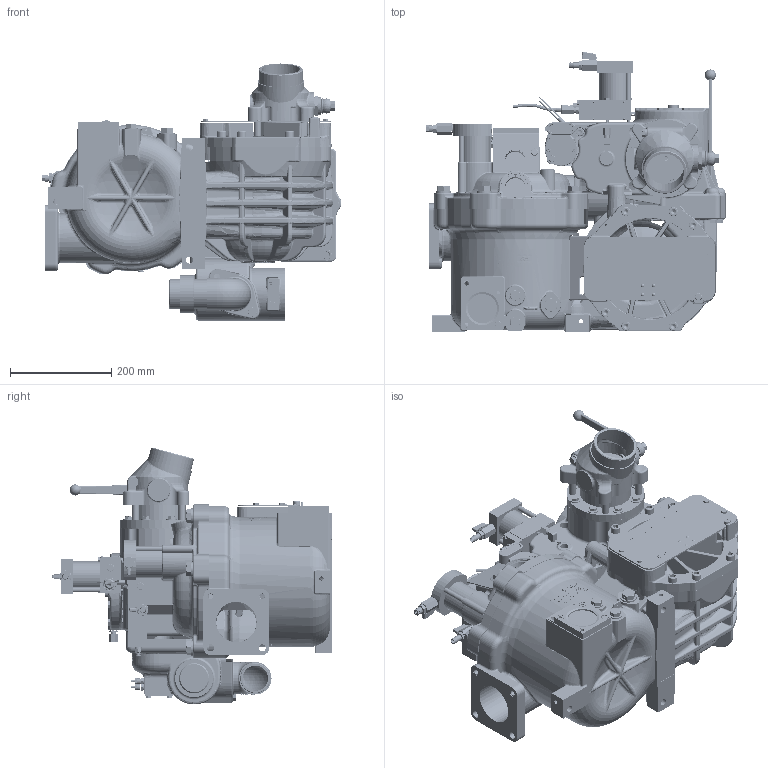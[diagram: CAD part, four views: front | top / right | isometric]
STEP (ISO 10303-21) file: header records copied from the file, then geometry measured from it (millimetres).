
FILE_DESCRIPTION (( 'STEP AP214' ), '1' );
FILE_NAME ('GMVT805-J mit FH5E-D_GLVB80PE_DKRW_SGAT80DO_PRS1.STEP', '2012-12-10T11:45:24', ( 'Admin2' ), ( '' ), 'SwSTEP 2.0', 'SolidWorks 2010', '' );
FILE_SCHEMA (( 'AUTOMOTIVE_DESIGN' ));
Length unit declared in the file: millimetre
Products named in the file (1): GMVT805-J mit FH5E-D_GLVB80PE_DKRW_SGAT80DO_PRS1
Bounding box: 591 x 553.44 x 508.01 mm (x, y, z)
Surface area: 1908029.4 mm2 (no closed solid volume)
Topology: 0 solids, 409 shells, 5927 faces, 22678 edges, 16336 vertices
Faces by surface type: plane 1916, cylinder 1521, bspline 1388, torus 596, cone 425, sphere 81
Entity records: 417720 total; most frequent: CARTESIAN_POINT 183841, ORIENTED_EDGE 33410, DIRECTION 30424, EDGE_CURVE 22496, VERTEX_POINT 16313, AXIS2_PLACEMENT_3D 11141, LINE 8142, VECTOR 8142
